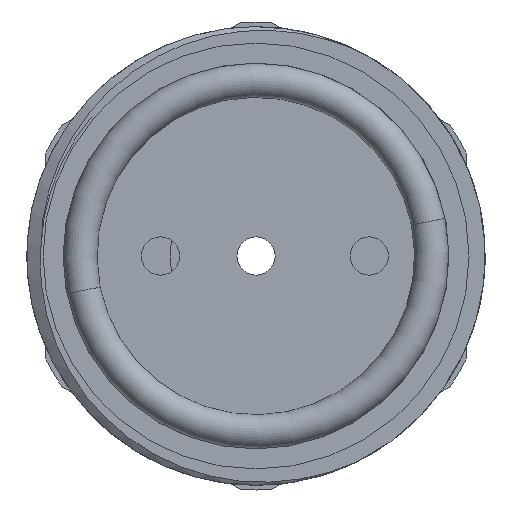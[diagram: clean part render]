
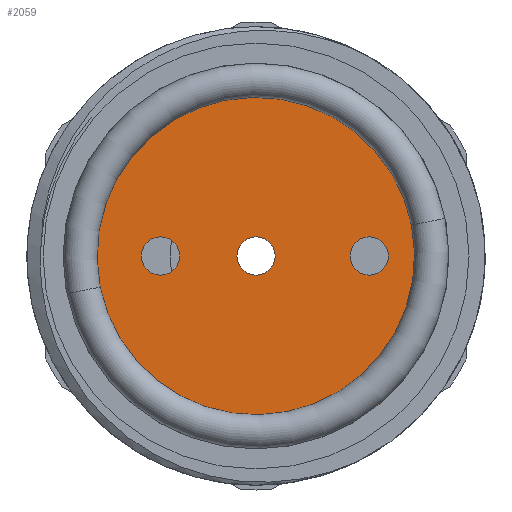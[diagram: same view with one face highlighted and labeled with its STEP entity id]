
A CAD part, front view. The second image highlights one B-rep face of the part: STEP entity #2059.
In plain terms, the highlighted planar face has unit normal (0, -1, 0).
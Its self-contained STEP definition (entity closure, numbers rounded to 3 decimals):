
#40 = AXIS2_PLACEMENT_3D ( 'NONE', #933, #2003, #3379 ) ;
#117 = EDGE_CURVE ( 'NONE', #4385, #2068, #4155, .T. ) ;
#247 = ORIENTED_EDGE ( 'NONE', *, *, #4579, .F. ) ;
#265 = DIRECTION ( 'NONE',  ( 0., 0., -1. ) ) ;
#328 = EDGE_CURVE ( 'NONE', #1905, #2858, #2822, .T. ) ;
#342 = ORIENTED_EDGE ( 'NONE', *, *, #1496, .F. ) ;
#346 = AXIS2_PLACEMENT_3D ( 'NONE', #1208, #3392, #2177 ) ;
#393 = CIRCLE ( 'NONE', #2295, 1. ) ;
#415 = FACE_OUTER_BOUND ( 'NONE', #3289, .T. ) ;
#489 = AXIS2_PLACEMENT_3D ( 'NONE', #1867, #4065, #1499 ) ;
#499 = DIRECTION ( 'NONE',  ( 0., -1., 0. ) ) ;
#603 = ORIENTED_EDGE ( 'NONE', *, *, #1966, .T. ) ;
#621 = CIRCLE ( 'NONE', #4607, 1. ) ;
#636 = DIRECTION ( 'NONE',  ( 0., 0., -1. ) ) ;
#778 = AXIS2_PLACEMENT_3D ( 'NONE', #3065, #3436, #866 ) ;
#866 = DIRECTION ( 'NONE',  ( 0., 0., -1. ) ) ;
#933 = CARTESIAN_POINT ( 'NONE',  ( 5.93, -6.6, 0. ) ) ;
#1014 = EDGE_LOOP ( 'NONE', ( #342, #1798 ) ) ;
#1174 = CARTESIAN_POINT ( 'NONE',  ( 0., -6.6, 0. ) ) ;
#1208 = CARTESIAN_POINT ( 'NONE',  ( 0., -6.6, 0. ) ) ;
#1225 = EDGE_LOOP ( 'NONE', ( #1327, #3925 ) ) ;
#1298 = VERTEX_POINT ( 'NONE', #3836 ) ;
#1323 = CARTESIAN_POINT ( 'NONE',  ( -5., -6.6, 0. ) ) ;
#1327 = ORIENTED_EDGE ( 'NONE', *, *, #3328, .F. ) ;
#1449 = AXIS2_PLACEMENT_3D ( 'NONE', #2678, #499, #3066 ) ;
#1496 = EDGE_CURVE ( 'NONE', #3801, #3832, #2882, .T. ) ;
#1499 = DIRECTION ( 'NONE',  ( 0., 0., -1. ) ) ;
#1528 = DIRECTION ( 'NONE',  ( 0., 0., -1. ) ) ;
#1591 = CARTESIAN_POINT ( 'NONE',  ( 0., -6.6, 0. ) ) ;
#1606 = EDGE_CURVE ( 'NONE', #3832, #3801, #3630, .T. ) ;
#1725 = CIRCLE ( 'NONE', #2632, 10.1 ) ;
#1798 = ORIENTED_EDGE ( 'NONE', *, *, #1606, .F. ) ;
#1867 = CARTESIAN_POINT ( 'NONE',  ( 0., -6.6, 0. ) ) ;
#1868 = CARTESIAN_POINT ( 'NONE',  ( 0., -6.6, -10.1 ) ) ;
#1905 = VERTEX_POINT ( 'NONE', #2871 ) ;
#1908 = EDGE_LOOP ( 'NONE', ( #3750, #247 ) ) ;
#1952 = DIRECTION ( 'NONE',  ( 0., 0., -1. ) ) ;
#1966 = EDGE_CURVE ( 'NONE', #2068, #4385, #1725, .T. ) ;
#2003 = DIRECTION ( 'NONE',  ( 0., -1., 0. ) ) ;
#2059 = ADVANCED_FACE ( 'NONE', ( #2348, #2235, #3237, #415 ), #4139, .T. ) ;
#2068 = VERTEX_POINT ( 'NONE', #3683 ) ;
#2177 = DIRECTION ( 'NONE',  ( 0., 0., -1. ) ) ;
#2216 = CARTESIAN_POINT ( 'NONE',  ( -5., -6.6, -1. ) ) ;
#2235 = FACE_BOUND ( 'NONE', #1014, .T. ) ;
#2267 = CARTESIAN_POINT ( 'NONE',  ( 0., -6.6, 0. ) ) ;
#2295 = AXIS2_PLACEMENT_3D ( 'NONE', #1591, #4166, #1952 ) ;
#2339 = CIRCLE ( 'NONE', #1449, 1. ) ;
#2348 = FACE_BOUND ( 'NONE', #1225, .T. ) ;
#2632 = AXIS2_PLACEMENT_3D ( 'NONE', #2267, #4641, #265 ) ;
#2678 = CARTESIAN_POINT ( 'NONE',  ( -5., -6.6, 0. ) ) ;
#2822 = CIRCLE ( 'NONE', #4176, 1. ) ;
#2858 = VERTEX_POINT ( 'NONE', #2216 ) ;
#2871 = CARTESIAN_POINT ( 'NONE',  ( -5., -6.6, 1. ) ) ;
#2882 = CIRCLE ( 'NONE', #40, 1. ) ;
#3065 = CARTESIAN_POINT ( 'NONE',  ( 5.93, -6.6, 0. ) ) ;
#3066 = DIRECTION ( 'NONE',  ( 0., 0., -1. ) ) ;
#3237 = FACE_BOUND ( 'NONE', #1908, .T. ) ;
#3289 = EDGE_LOOP ( 'NONE', ( #3530, #603 ) ) ;
#3328 = EDGE_CURVE ( 'NONE', #2858, #1905, #2339, .T. ) ;
#3379 = DIRECTION ( 'NONE',  ( 0., 0., -1. ) ) ;
#3392 = DIRECTION ( 'NONE',  ( 0., -1., 0. ) ) ;
#3409 = VERTEX_POINT ( 'NONE', #3448 ) ;
#3436 = DIRECTION ( 'NONE',  ( 0., -1., 0. ) ) ;
#3448 = CARTESIAN_POINT ( 'NONE',  ( 0., -6.6, -1. ) ) ;
#3530 = ORIENTED_EDGE ( 'NONE', *, *, #117, .T. ) ;
#3630 = CIRCLE ( 'NONE', #778, 1. ) ;
#3683 = CARTESIAN_POINT ( 'NONE',  ( 0., -6.6, 10.1 ) ) ;
#3734 = DIRECTION ( 'NONE',  ( 0., -1., 0. ) ) ;
#3750 = ORIENTED_EDGE ( 'NONE', *, *, #4449, .F. ) ;
#3786 = DIRECTION ( 'NONE',  ( 0., -1., 0. ) ) ;
#3801 = VERTEX_POINT ( 'NONE', #4020 ) ;
#3832 = VERTEX_POINT ( 'NONE', #4004 ) ;
#3836 = CARTESIAN_POINT ( 'NONE',  ( 0., -6.6, 1. ) ) ;
#3925 = ORIENTED_EDGE ( 'NONE', *, *, #328, .F. ) ;
#4004 = CARTESIAN_POINT ( 'NONE',  ( 5.93, -6.6, 1. ) ) ;
#4020 = CARTESIAN_POINT ( 'NONE',  ( 5.93, -6.6, -1. ) ) ;
#4065 = DIRECTION ( 'NONE',  ( 0., -1., 0. ) ) ;
#4139 = PLANE ( 'NONE',  #346 ) ;
#4155 = CIRCLE ( 'NONE', #489, 10.1 ) ;
#4166 = DIRECTION ( 'NONE',  ( 0., -1., 0. ) ) ;
#4176 = AXIS2_PLACEMENT_3D ( 'NONE', #1323, #3786, #636 ) ;
#4385 = VERTEX_POINT ( 'NONE', #1868 ) ;
#4449 = EDGE_CURVE ( 'NONE', #3409, #1298, #621, .T. ) ;
#4579 = EDGE_CURVE ( 'NONE', #1298, #3409, #393, .T. ) ;
#4607 = AXIS2_PLACEMENT_3D ( 'NONE', #1174, #3734, #1528 ) ;
#4641 = DIRECTION ( 'NONE',  ( 0., -1., 0. ) ) ;
